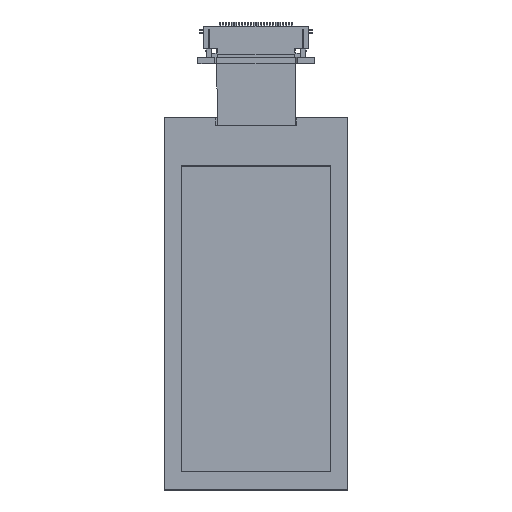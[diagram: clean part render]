
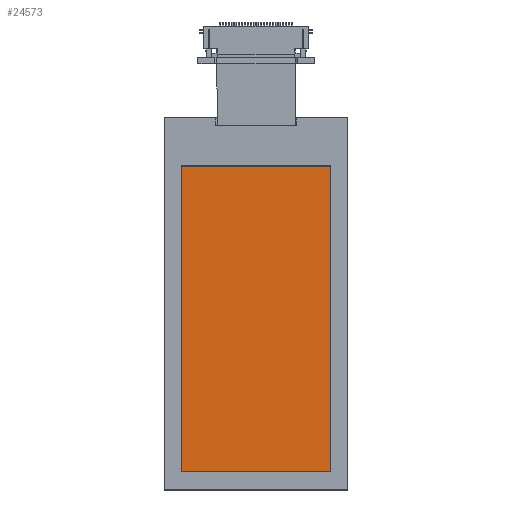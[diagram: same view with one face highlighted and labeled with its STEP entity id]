
A CAD part, top view. The second image highlights one B-rep face of the part: STEP entity #24573.
In plain terms, the highlighted planar face has unit normal (0, 0, 1).
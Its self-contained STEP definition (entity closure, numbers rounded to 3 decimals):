
#23351 = VERTEX_POINT('',#23352);
#23352 = CARTESIAN_POINT('',(11.9,-22.75,1.));
#23358 = EDGE_CURVE('',#23351,#23359,#23361,.T.);
#23359 = VERTEX_POINT('',#23360);
#23360 = CARTESIAN_POINT('',(11.9,-71.3,1.));
#23361 = LINE('',#23362,#23363);
#23362 = CARTESIAN_POINT('',(11.9,-22.75,1.));
#23363 = VECTOR('',#23364,1.);
#23364 = DIRECTION('',(0.,-1.,0.));
#23391 = VERTEX_POINT('',#23392);
#23392 = CARTESIAN_POINT('',(-11.9,-22.75,1.));
#23398 = EDGE_CURVE('',#23391,#23351,#23399,.T.);
#23399 = LINE('',#23400,#23401);
#23400 = CARTESIAN_POINT('',(-11.9,-22.75,1.));
#23401 = VECTOR('',#23402,1.);
#23402 = DIRECTION('',(1.,0.,0.));
#23420 = EDGE_CURVE('',#23359,#23421,#23423,.T.);
#23421 = VERTEX_POINT('',#23422);
#23422 = CARTESIAN_POINT('',(-11.9,-71.3,1.));
#23423 = LINE('',#23424,#23425);
#23424 = CARTESIAN_POINT('',(11.9,-71.3,1.));
#23425 = VECTOR('',#23426,1.);
#23426 = DIRECTION('',(-1.,0.,0.));
#24573 = ADVANCED_FACE('',(#24574),#24585,.F.);
#24574 = FACE_BOUND('',#24575,.F.);
#24575 = EDGE_LOOP('',(#24576,#24577,#24578,#24584));
#24576 = ORIENTED_EDGE('',*,*,#23358,.T.);
#24577 = ORIENTED_EDGE('',*,*,#23420,.T.);
#24578 = ORIENTED_EDGE('',*,*,#24579,.T.);
#24579 = EDGE_CURVE('',#23421,#23391,#24580,.T.);
#24580 = LINE('',#24581,#24582);
#24581 = CARTESIAN_POINT('',(-11.9,-71.3,1.));
#24582 = VECTOR('',#24583,1.);
#24583 = DIRECTION('',(0.,1.,0.));
#24584 = ORIENTED_EDGE('',*,*,#23398,.T.);
#24585 = PLANE('',#24586);
#24586 = AXIS2_PLACEMENT_3D('',#24587,#24588,#24589);
#24587 = CARTESIAN_POINT('',(0.,-47.025,1.));
#24588 = DIRECTION('',(0.,0.,-1.));
#24589 = DIRECTION('',(0.,1.,0.));
